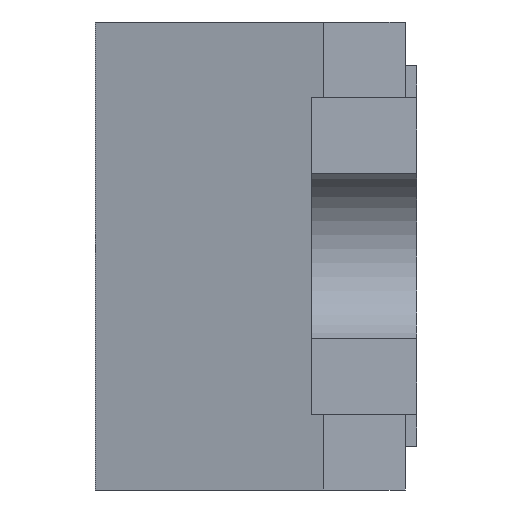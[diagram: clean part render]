
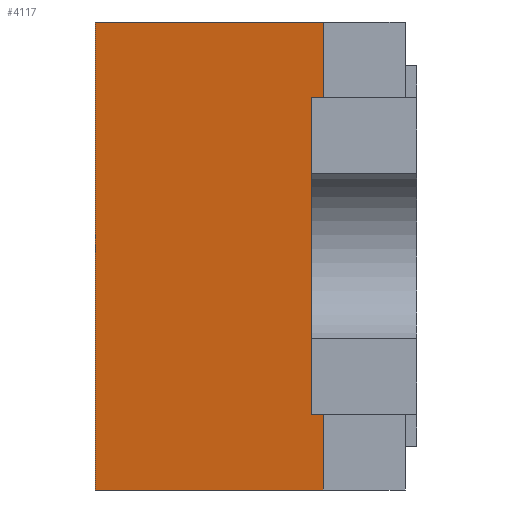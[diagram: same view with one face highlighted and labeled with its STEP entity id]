
A CAD part, left-side view. The second image highlights one B-rep face of the part: STEP entity #4117.
In plain terms, the highlighted planar face has unit normal (-0.985, 0.174, 0).
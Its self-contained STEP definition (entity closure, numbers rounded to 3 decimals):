
#2723 = PLANE('',#2724);
#2724 = AXIS2_PLACEMENT_3D('',#2725,#2726,#2727);
#2725 = CARTESIAN_POINT('',(0.,0.,-0.4));
#2726 = DIRECTION('',(-0.,0.,1.));
#2727 = DIRECTION('',(1.,0.,0.));
#2838 = PLANE('',#2839);
#2839 = AXIS2_PLACEMENT_3D('',#2840,#2841,#2842);
#2840 = CARTESIAN_POINT('',(0.,0.,0.4));
#2841 = DIRECTION('',(-0.,0.,1.));
#2842 = DIRECTION('',(1.,0.,0.));
#3981 = PLANE('',#3982);
#3982 = AXIS2_PLACEMENT_3D('',#3983,#3984,#3985);
#3983 = CARTESIAN_POINT('',(-0.531,0.55,0.4));
#3984 = DIRECTION('',(0.,-1.,0.));
#3985 = DIRECTION('',(0.,-0.,-1.));
#4046 = VERTEX_POINT('',#4047);
#4047 = CARTESIAN_POINT('',(-0.531,0.55,-0.4));
#4068 = EDGE_CURVE('',#4069,#4046,#4071,.T.);
#4069 = VERTEX_POINT('',#4070);
#4070 = CARTESIAN_POINT('',(-0.531,0.55,0.4));
#4071 = SURFACE_CURVE('',#4072,(#4076,#4083),.PCURVE_S1.);
#4072 = LINE('',#4073,#4074);
#4073 = CARTESIAN_POINT('',(-0.531,0.55,0.4));
#4074 = VECTOR('',#4075,1.);
#4075 = DIRECTION('',(-0.,-0.,-1.));
#4076 = PCURVE('',#3981,#4077);
#4077 = DEFINITIONAL_REPRESENTATION('',(#4078),#4082);
#4078 = LINE('',#4079,#4080);
#4079 = CARTESIAN_POINT('',(0.,0.));
#4080 = VECTOR('',#4081,1.);
#4081 = DIRECTION('',(1.,0.));
#4082 = ( GEOMETRIC_REPRESENTATION_CONTEXT(2) 
PARAMETRIC_REPRESENTATION_CONTEXT() REPRESENTATION_CONTEXT('2D SPACE',''
  ) );
#4083 = PCURVE('',#4084,#4089);
#4084 = PLANE('',#4085);
#4085 = AXIS2_PLACEMENT_3D('',#4086,#4087,#4088);
#4086 = CARTESIAN_POINT('',(-0.6,0.16,0.4));
#4087 = DIRECTION('',(0.985,-0.174,0.));
#4088 = DIRECTION('',(0.174,0.985,0.));
#4089 = DEFINITIONAL_REPRESENTATION('',(#4090),#4094);
#4090 = LINE('',#4091,#4092);
#4091 = CARTESIAN_POINT('',(0.396,0.));
#4092 = VECTOR('',#4093,1.);
#4093 = DIRECTION('',(0.,-1.));
#4094 = ( GEOMETRIC_REPRESENTATION_CONTEXT(2) 
PARAMETRIC_REPRESENTATION_CONTEXT() REPRESENTATION_CONTEXT('2D SPACE',''
  ) );
#4117 = ADVANCED_FACE('',(#4118),#4084,.F.);
#4118 = FACE_BOUND('',#4119,.T.);
#4119 = EDGE_LOOP('',(#4120,#4143,#4171,#4192));
#4120 = ORIENTED_EDGE('',*,*,#4121,.T.);
#4121 = EDGE_CURVE('',#4046,#4122,#4124,.T.);
#4122 = VERTEX_POINT('',#4123);
#4123 = CARTESIAN_POINT('',(-0.6,0.16,-0.4));
#4124 = SURFACE_CURVE('',#4125,(#4129,#4136),.PCURVE_S1.);
#4125 = LINE('',#4126,#4127);
#4126 = CARTESIAN_POINT('',(-0.6,0.16,-0.4));
#4127 = VECTOR('',#4128,1.);
#4128 = DIRECTION('',(-0.174,-0.985,-0.));
#4129 = PCURVE('',#4084,#4130);
#4130 = DEFINITIONAL_REPRESENTATION('',(#4131),#4135);
#4131 = LINE('',#4132,#4133);
#4132 = CARTESIAN_POINT('',(0.,-0.8));
#4133 = VECTOR('',#4134,1.);
#4134 = DIRECTION('',(-1.,0.));
#4135 = ( GEOMETRIC_REPRESENTATION_CONTEXT(2) 
PARAMETRIC_REPRESENTATION_CONTEXT() REPRESENTATION_CONTEXT('2D SPACE',''
  ) );
#4136 = PCURVE('',#2723,#4137);
#4137 = DEFINITIONAL_REPRESENTATION('',(#4138),#4142);
#4138 = LINE('',#4139,#4140);
#4139 = CARTESIAN_POINT('',(-0.6,0.16));
#4140 = VECTOR('',#4141,1.);
#4141 = DIRECTION('',(-0.174,-0.985));
#4142 = ( GEOMETRIC_REPRESENTATION_CONTEXT(2) 
PARAMETRIC_REPRESENTATION_CONTEXT() REPRESENTATION_CONTEXT('2D SPACE',''
  ) );
#4143 = ORIENTED_EDGE('',*,*,#4144,.F.);
#4144 = EDGE_CURVE('',#4145,#4122,#4147,.T.);
#4145 = VERTEX_POINT('',#4146);
#4146 = CARTESIAN_POINT('',(-0.6,0.16,0.4));
#4147 = SURFACE_CURVE('',#4148,(#4152,#4159),.PCURVE_S1.);
#4148 = LINE('',#4149,#4150);
#4149 = CARTESIAN_POINT('',(-0.6,0.16,0.4));
#4150 = VECTOR('',#4151,1.);
#4151 = DIRECTION('',(-0.,-0.,-1.));
#4152 = PCURVE('',#4084,#4153);
#4153 = DEFINITIONAL_REPRESENTATION('',(#4154),#4158);
#4154 = LINE('',#4155,#4156);
#4155 = CARTESIAN_POINT('',(0.,0.));
#4156 = VECTOR('',#4157,1.);
#4157 = DIRECTION('',(0.,-1.));
#4158 = ( GEOMETRIC_REPRESENTATION_CONTEXT(2) 
PARAMETRIC_REPRESENTATION_CONTEXT() REPRESENTATION_CONTEXT('2D SPACE',''
  ) );
#4159 = PCURVE('',#4160,#4165);
#4160 = PLANE('',#4161);
#4161 = AXIS2_PLACEMENT_3D('',#4162,#4163,#4164);
#4162 = CARTESIAN_POINT('',(-0.6,0.02,0.));
#4163 = DIRECTION('',(1.,0.,0.));
#4164 = DIRECTION('',(0.,0.,-1.));
#4165 = DEFINITIONAL_REPRESENTATION('',(#4166),#4170);
#4166 = LINE('',#4167,#4168);
#4167 = CARTESIAN_POINT('',(-0.4,0.14));
#4168 = VECTOR('',#4169,1.);
#4169 = DIRECTION('',(1.,0.));
#4170 = ( GEOMETRIC_REPRESENTATION_CONTEXT(2) 
PARAMETRIC_REPRESENTATION_CONTEXT() REPRESENTATION_CONTEXT('2D SPACE',''
  ) );
#4171 = ORIENTED_EDGE('',*,*,#4172,.F.);
#4172 = EDGE_CURVE('',#4069,#4145,#4173,.T.);
#4173 = SURFACE_CURVE('',#4174,(#4178,#4185),.PCURVE_S1.);
#4174 = LINE('',#4175,#4176);
#4175 = CARTESIAN_POINT('',(-0.6,0.16,0.4));
#4176 = VECTOR('',#4177,1.);
#4177 = DIRECTION('',(-0.174,-0.985,-0.));
#4178 = PCURVE('',#4084,#4179);
#4179 = DEFINITIONAL_REPRESENTATION('',(#4180),#4184);
#4180 = LINE('',#4181,#4182);
#4181 = CARTESIAN_POINT('',(0.,0.));
#4182 = VECTOR('',#4183,1.);
#4183 = DIRECTION('',(-1.,0.));
#4184 = ( GEOMETRIC_REPRESENTATION_CONTEXT(2) 
PARAMETRIC_REPRESENTATION_CONTEXT() REPRESENTATION_CONTEXT('2D SPACE',''
  ) );
#4185 = PCURVE('',#2838,#4186);
#4186 = DEFINITIONAL_REPRESENTATION('',(#4187),#4191);
#4187 = LINE('',#4188,#4189);
#4188 = CARTESIAN_POINT('',(-0.6,0.16));
#4189 = VECTOR('',#4190,1.);
#4190 = DIRECTION('',(-0.174,-0.985));
#4191 = ( GEOMETRIC_REPRESENTATION_CONTEXT(2) 
PARAMETRIC_REPRESENTATION_CONTEXT() REPRESENTATION_CONTEXT('2D SPACE',''
  ) );
#4192 = ORIENTED_EDGE('',*,*,#4068,.T.);
